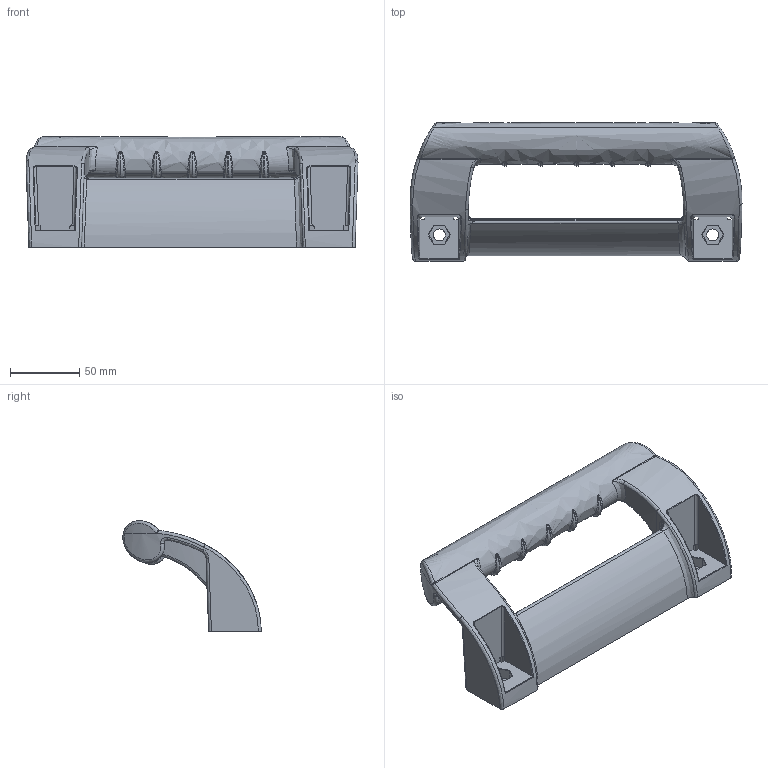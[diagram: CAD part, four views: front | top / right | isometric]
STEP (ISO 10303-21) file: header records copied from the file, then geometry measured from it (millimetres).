
FILE_DESCRIPTION (( 'STEP AP214' ), '1' );
FILE_NAME ('7310002', '2019-02-01T13:25:40', ( '' ), ('JUGARD+KÜNSTNER GmbH'), 'SwSTEP 2.0', 'SolidWorks 2017', '' );
FILE_SCHEMA (( 'AUTOMOTIVE_DESIGN' ));
Length unit declared in the file: millimetre
Products named in the file (1): 7310002_CNAJF00
Bounding box: 240.26 x 100.07 x 80.07 mm (x, y, z)
Volume: 286837.3 mm3; surface area: 76385.6 mm2
Topology: 1 solids, 1 shells, 295 faces, 791 edges, 492 vertices
Faces by surface type: bspline 128, plane 88, cylinder 51, cone 28
Entity records: 23226 total; most frequent: CARTESIAN_POINT 16851, ORIENTED_EDGE 1574, DIRECTION 987, EDGE_CURVE 787, VERTEX_POINT 492, LINE 349, VECTOR 349, AXIS2_PLACEMENT_3D 319
